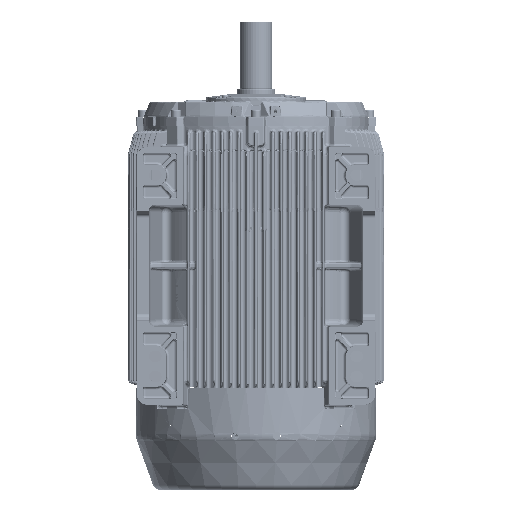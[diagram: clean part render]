
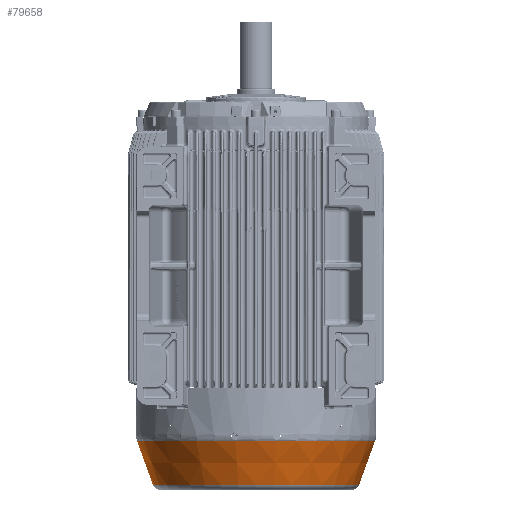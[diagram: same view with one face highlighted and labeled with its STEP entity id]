
A CAD part, front view. The second image highlights one B-rep face of the part: STEP entity #79658.
In plain terms, the highlighted conical face has half-angle 20 degrees and reference radius 259.882 mm.
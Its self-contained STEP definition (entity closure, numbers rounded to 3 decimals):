
#54035=CONICAL_SURFACE('',#207232,259.882,20.);
#79658=ADVANCED_FACE('',(#89982,#89983),#54035,.T.);
#89982=FACE_BOUND('',#92699,.T.);
#89983=FACE_BOUND('',#92700,.T.);
#92699=EDGE_LOOP('',(#104110));
#92700=EDGE_LOOP('',(#104111));
#104110=ORIENTED_EDGE('',*,*,#171830,.T.);
#104111=ORIENTED_EDGE('',*,*,#171828,.F.);
#151624=VERTEX_POINT('',#268131);
#151626=VERTEX_POINT('',#268136);
#171828=EDGE_CURVE('',#151624,#151624,#200964,.T.);
#171830=EDGE_CURVE('',#151626,#151626,#200966,.T.);
#200964=CIRCLE('',#207228,259.882);
#200966=CIRCLE('',#207231,300.485);
#207228=AXIS2_PLACEMENT_3D('',#268130,#221437,#221438);
#207231=AXIS2_PLACEMENT_3D('',#268135,#221443,#221444);
#207232=AXIS2_PLACEMENT_3D('',#268137,#221445,#221446);
#221437=DIRECTION('',(0.,0.,-1.));
#221438=DIRECTION('',(-1.,0.,0.));
#221443=DIRECTION('',(0.,0.,-1.));
#221444=DIRECTION('',(-1.,0.,0.));
#221445=DIRECTION('',(0.,0.,1.));
#221446=DIRECTION('',(1.,0.,0.));
#268130=CARTESIAN_POINT('',(0.,0.,-996.84));
#268131=CARTESIAN_POINT('',(-259.882,0.,-996.84));
#268135=CARTESIAN_POINT('',(0.,0.,-885.285));
#268136=CARTESIAN_POINT('',(-300.485,0.,-885.285));
#268137=CARTESIAN_POINT('',(0.,0.,-996.84));
